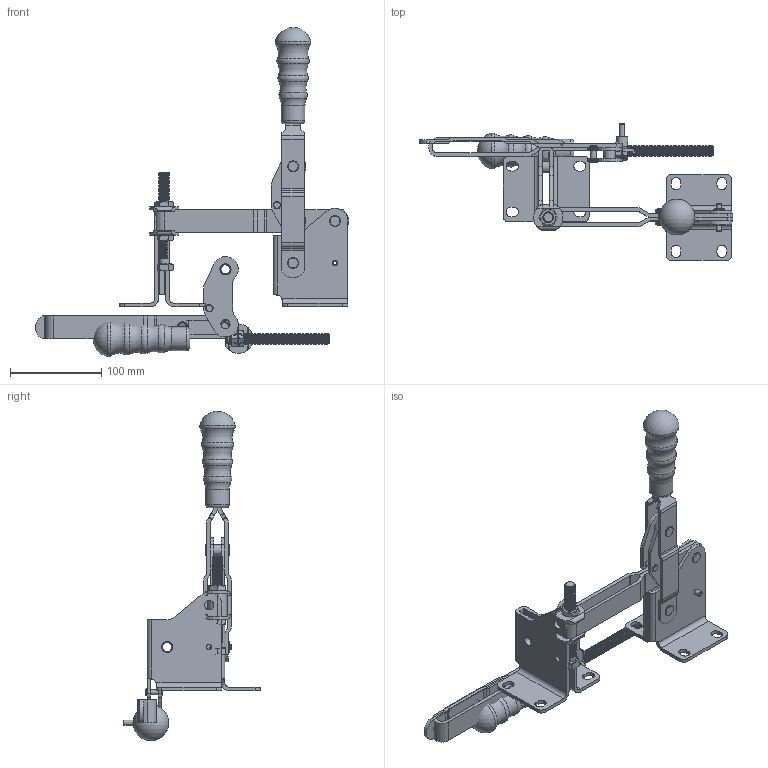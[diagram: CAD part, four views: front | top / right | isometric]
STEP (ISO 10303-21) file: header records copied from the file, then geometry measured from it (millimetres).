
FILE_DESCRIPTION( ( 'Unknown' ), '1' );
FILE_NAME( '260-UZ_UPINKA.stp', 'Unknown', ( 'Unknown' ), ( 'Unknown' ), 'PSStep 14.0', 'Unknown', ' ' );
FILE_SCHEMA( ( 'AUTOMOTIVE_DESIGN { 1 0 10303 214 1 1 1 1 }' ) );
Length unit declared in the file: millimetre
Products named in the file (26): Assem1; 260001-M_TELO; 260004-M_TAHLO; 260002-M_UPINACI PAKA; 260002_UPINACI PAKA; 820005_POUZDRO 10x8; 820005_POUZDRO 10x8-oa2; 260001_TELO; 820007_POUZDRO 10x16-oa1; 260004_TAHLO; 260004_TAHLO-oa0; 820007_POUZDRO 10x16; 720818_NYT 6x18; 260003_OVLADACI PAKA; 260003_OVLADACI PAKA-oa3; 721218_NYT 10x18; 721218_NYT 10x18-oa4; 721226_NYT 10x26; 721226_NYT 10x26-oa5; 800076_SROUB M12x100-CSN ISO 4017; 930006_PODLOZKA M12; 930006_PODLOZKA M12-oa6; 800007_MATICE M12_DIN4398; 800007_MATICE M12_DIN4398-oa7; 800084_KOLIK 6x30_CSN ISO 2338; 940004_RUKOJET 16x8
Bounding box: 343.44 x 150.11 x 360.99 mm (x, y, z)
Volume: 674300.7 mm3; surface area: 363259.9 mm2
Topology: 53 solids, 53 shells, 1405 faces, 3330 edges, 2059 vertices
Faces by surface type: cylinder 497, plane 420, cone 336, torus 136, bspline 14, sphere 2
Full cylindrical faces by diameter (mm): 6 x15, 8 x6, 10 x28, 10.02 x12, 10.106 x12, 12 x124, 12.1 x24, 12.2 x12, 12.5 x4, 16.63 x2, 26.044 x2
Entity records: 21103 total; most frequent: CARTESIAN_POINT 2985, DIRECTION 2860, ORIENTED_EDGE 2138, AXIS2_PLACEMENT_3D 1220, EDGE_CURVE 1069, EDGE_LOOP 1026, VERTEX_POINT 839, FACE_OUTER_BOUND 794
